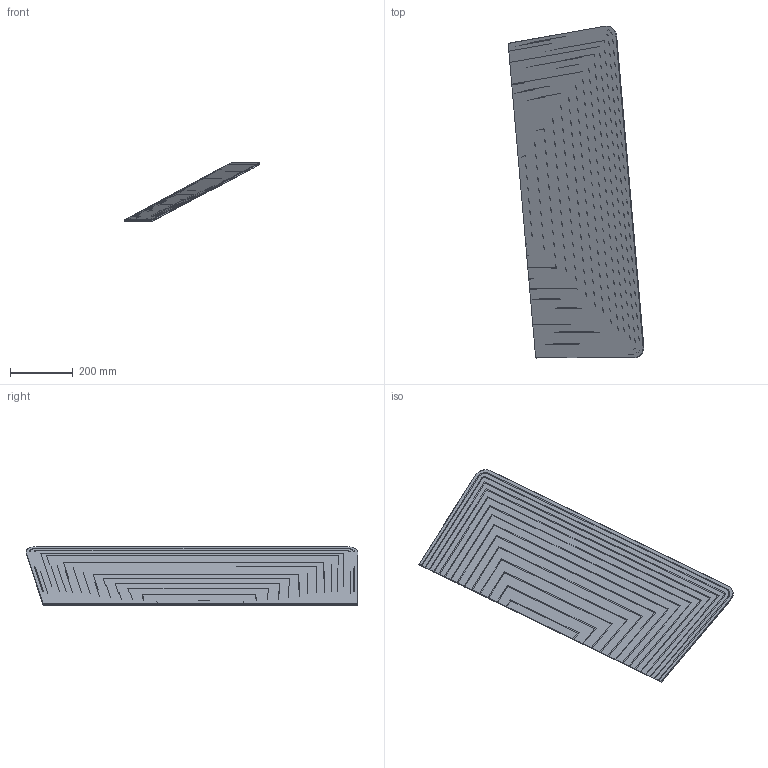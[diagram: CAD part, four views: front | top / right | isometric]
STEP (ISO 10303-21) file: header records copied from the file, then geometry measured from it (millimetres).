
FILE_DESCRIPTION(('FreeCAD Model'),'2;1');
FILE_NAME('Eurofusion_baseline_2016/detailed_HCLL/step/slice_cooling_plate_material_mod1.step','2018-04-17T14:58:37',('FreeCAD'),('FreeCAD'), 'Open CASCADE STEP processor 7.1','FreeCAD','Unknown');
FILE_SCHEMA(('AUTOMOTIVE_DESIGN_CC2 { 1 2 10303 214 -1 1 5 4 }'));
Length unit declared in the file: millimetre
Products named in the file (22): Open CASCADE STEP translator 7.1 21; Open CASCADE STEP translator 7.1 21.1; Open CASCADE STEP translator 7.1 21.2; Open CASCADE STEP translator 7.1 21.3; Open CASCADE STEP translator 7.1 21.4; Open CASCADE STEP translator 7.1 21.5; Open CASCADE STEP translator 7.1 21.6; Open CASCADE STEP translator 7.1 21.7; Open CASCADE STEP translator 7.1 21.8; Open CASCADE STEP translator 7.1 21.9; Open CASCADE STEP translator 7.1 21.10; Open CASCADE STEP translator 7.1 21.11; Open CASCADE STEP translator 7.1 21.12; Open CASCADE STEP translator 7.1 21.13; Open CASCADE STEP translator 7.1 21.14; Open CASCADE STEP translator 7.1 21.15; Open CASCADE STEP translator 7.1 21.15.1; Open CASCADE STEP translator 7.1 21.15.2; Open CASCADE STEP translator 7.1 21.16; Open CASCADE STEP translator 7.1 21.16.1; Open CASCADE STEP translator 7.1 21.16.2; Open CASCADE STEP translator 7.1 21.16.3
Assembly tree (21 placements, depth 3):
  Open CASCADE STEP translator 7.1 21
    Open CASCADE STEP translator 7.1 21.1
    Open CASCADE STEP translator 7.1 21.2
    Open CASCADE STEP translator 7.1 21.3
    Open CASCADE STEP translator 7.1 21.4
    Open CASCADE STEP translator 7.1 21.5
    Open CASCADE STEP translator 7.1 21.6
    Open CASCADE STEP translator 7.1 21.7
    Open CASCADE STEP translator 7.1 21.8
    Open CASCADE STEP translator 7.1 21.9
    Open CASCADE STEP translator 7.1 21.10
    Open CASCADE STEP translator 7.1 21.11
    Open CASCADE STEP translator 7.1 21.12
    Open CASCADE STEP translator 7.1 21.13
    Open CASCADE STEP translator 7.1 21.14
    Open CASCADE STEP translator 7.1 21.15
      Open CASCADE STEP translator 7.1 21.15.1
      Open CASCADE STEP translator 7.1 21.15.2
    Open CASCADE STEP translator 7.1 21.16
      Open CASCADE STEP translator 7.1 21.16.1
      Open CASCADE STEP translator 7.1 21.16.2
      Open CASCADE STEP translator 7.1 21.16.3
Bounding box: 431.55 x 1055.56 x 186.36 mm (x, y, z)
Volume: 1860277.6 mm3; surface area: 2423278.7 mm2
Topology: 17 solids, 17 shells, 173 faces, 423 edges, 284 vertices
Faces by surface type: plane 158, cylinder 15
Entity records: 10438 total; most frequent: CARTESIAN_POINT 2690, DIRECTION 1005, ORIENTED_EDGE 846, PCURVE 846, DEFINITIONAL_REPRESENTATION 846, B_SPLINE_CURVE_WITH_KNOTS 690, LINE 507, VECTOR 507
